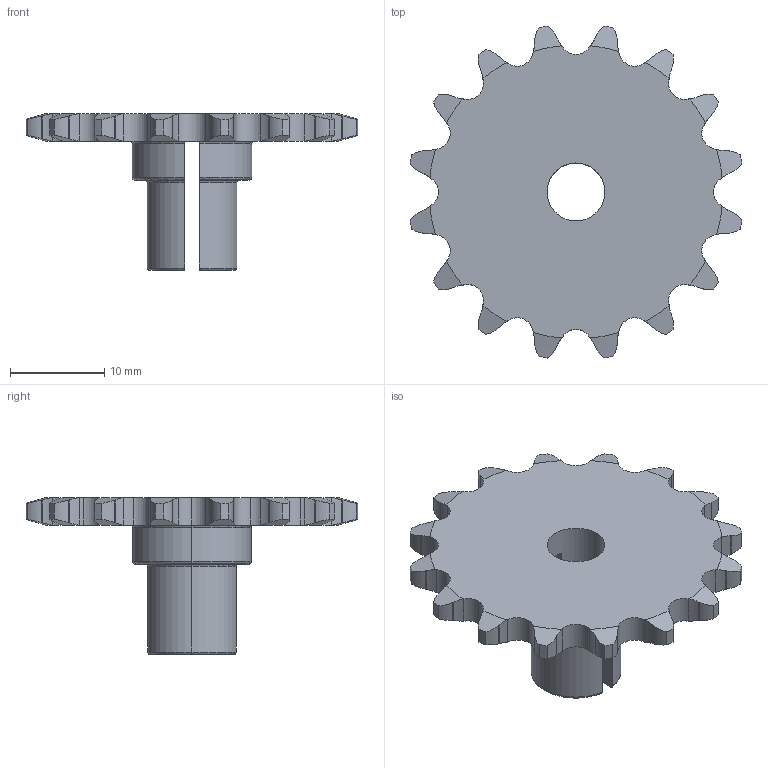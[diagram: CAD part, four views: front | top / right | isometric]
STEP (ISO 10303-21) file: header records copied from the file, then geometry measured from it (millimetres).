
FILE_DESCRIPTION (( 'STEP AP214' ), '1' );
FILE_NAME ('am-3143 s25-16h-6mm.STEP', '2015-08-11T17:25:14', ( '' ), ( '' ), 'SwSTEP 2.0', 'SolidWorks 2014', '' );
FILE_SCHEMA (( 'AUTOMOTIVE_DESIGN' ));
Length unit declared in the file: inch
Products named in the file (1): am-3143 s25-16h-6mm
Bounding box: 35.21 x 35.21 x 16.64 mm (x, y, z)
Volume: 2933.3 mm3; surface area: 2744.4 mm2
Topology: 1 solids, 1 shells, 197 faces, 581 edges, 386 vertices
Faces by surface type: cylinder 111, plane 42, cone 32, torus 12
Entity records: 7041 total; most frequent: CARTESIAN_POINT 1957, ORIENTED_EDGE 1162, DIRECTION 971, EDGE_CURVE 581, AXIS2_PLACEMENT_3D 404, VERTEX_POINT 386, B_SPLINE_CURVE_WITH_KNOTS 212, CIRCLE 206
